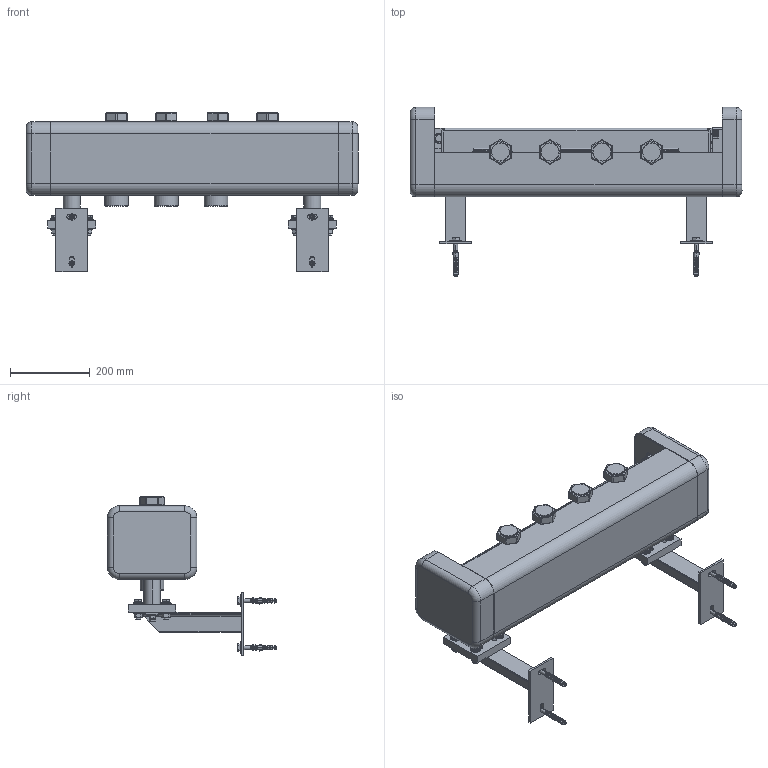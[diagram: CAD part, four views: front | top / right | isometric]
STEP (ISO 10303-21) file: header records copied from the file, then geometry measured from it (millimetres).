
FILE_DESCRIPTION(('CATIA V5 STEP Exchange','CAx-IF Rec.Pracs.--- Model Styling and Organization---1.5--- 2016-08-15','CAx-IF Rec.Pracs.---Supplemental Geometry---1.0---2011-11-01','CAx-IF Rec.Pracs.--- Composite Materials ---3.4---2017-06-13','CAx-IF Rec.Pracs.---Tessellated 3D Geometry---1.0---2015-12-17'),'2;1');
FILE_NAME('STEP_550320_-_TST.stp','2024-05-16T09:16:50+00:00',('none'),('none'),'CATIA Version 5-6 Release 2020 SP5','CATIA V5 STEP AP242 v2','none');
FILE_SCHEMA(('AP242_MANAGED_MODEL_BASED_3D_ENGINEERING_MIM_LF {1 0 10303 442 1 1 4}'));
Products named in the file (1): 550320 - TST
Bounding box: 835 x 425.5 x 402 mm (x, y, z)
Volume: 20193568.1 mm3; surface area: 1758764.6 mm2
Topology: 6 solids, 21 shells, 3372 faces, 9074 edges, 5887 vertices
Faces by surface type: plane 1437, cylinder 1053, cone 796, torus 74, sphere 8, extrusion 4
Entity records: 106060 total; most frequent: CARTESIAN_POINT 33396, ORIENTED_EDGE 18116, DIRECTION 9941, EDGE_CURVE 9058, VERTEX_POINT 5887, VECTOR 4069, LINE 4065, AXIS2_PLACEMENT_3D 4054
